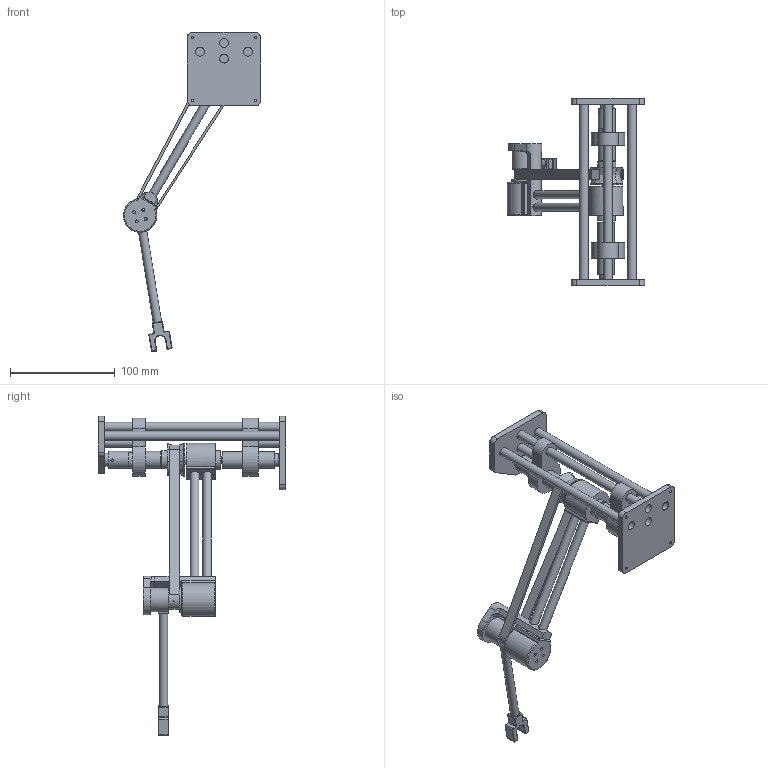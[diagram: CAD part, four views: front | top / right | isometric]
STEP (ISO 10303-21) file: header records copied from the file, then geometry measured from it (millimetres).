
FILE_DESCRIPTION(/* description */ (''),/* implementation_level */ '2;1');
FILE_NAME(/* name */ 'Main Assembly.step',/* time_stamp */ '2020-02-03T00:19:13+00:00',/* author */ (''),/* organization */ (''),/* preprocessor_version */ 'ST-DEVELOPER v18',/* originating_system */ 'Autodesk Translation Framework v8.12.0.6',/* authorisation */ '');
FILE_SCHEMA (('AUTOMOTIVE_DESIGN { 1 0 10303 214 3 1 1 }'));
Length unit declared in the file: millimetre
Products named in the file (21): Design; Motor Housing down; Link 1; Motor mount up; Motor housing up 2; pulley design v1; Bearing 2; Bearing; Base Bottom; Base Top; Motor Bot; Motor Mount; Motor Top; Actuator; Component26; Component24; Design_Link 1 Copy; Test_Component4 v1; Test_Component3 v1; Component29; Component31
Assembly tree (22 placements, depth 3):
  Design
    Motor Housing down
    Link 1
    Bearing
    Motor mount up
    Motor housing up 2
    pulley design v1
    Bearing 2
      Bearing
    Base Bottom
    Base Top
    Motor Bot
    Motor Mount
    Motor Top
    Component24  x2
    Actuator
    Component26
    Design_Link 1 Copy
    Test_Component4 v1
    Test_Component3 v1
    Component29
    Component31
Bounding box: 131.07 x 179.17 x 304.69 mm (x, y, z)
Volume: 229850.2 mm3; surface area: 99182.3 mm2
Topology: 26 solids, 26 shells, 499 faces, 1175 edges, 770 vertices
Faces by surface type: cylinder 285, plane 154, bspline 28, cone 12, sphere 10, torus 10
Full cylindrical faces by diameter (mm): 1 x2, 1.623 x39, 2 x12, 2.074 x51, 2.529 x4, 2.8 x2, 2.845 x8, 2.85 x8, 3 x4, 4.5 x2, 5 x2, 5.5 x2, 6 x2, 6.5 x1, 7 x1, 8 x6, 8.5 x22, 9.1 x1, 10 x1, 12.5 x2, 14.5 x2, 16 x3, 16.5 x3, 17.5 x2, 18 x1, 21.065 x1, 23 x1, 24 x1, 24.5 x1, 31.2 x1
Entity records: 26597 total; most frequent: CARTESIAN_POINT 14749, DIRECTION 2316, ORIENTED_EDGE 2310, EDGE_CURVE 1155, AXIS2_PLACEMENT_3D 944, VERTEX_POINT 758, EDGE_LOOP 599, FACE_OUTER_BOUND 491
